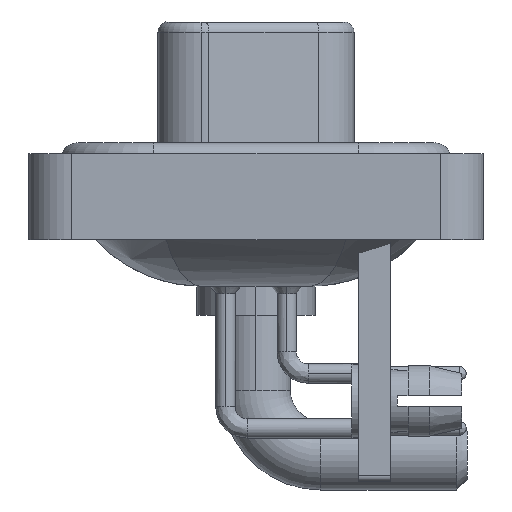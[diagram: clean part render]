
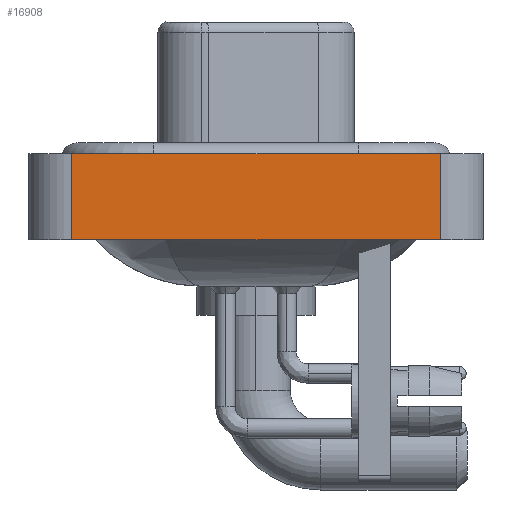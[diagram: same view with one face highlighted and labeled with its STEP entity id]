
A CAD part, left-side view. The second image highlights one B-rep face of the part: STEP entity #16908.
In plain terms, the highlighted planar face has unit normal (-1, 0, 0).
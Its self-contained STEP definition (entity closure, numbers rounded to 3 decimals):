
#639 = DIRECTION ( 'NONE',  ( 0., 0., 1. ) ) ;
#1601 = CARTESIAN_POINT ( 'NONE',  ( -7.3, -8.55, -3.6 ) ) ;
#2260 = CARTESIAN_POINT ( 'NONE',  ( -7.3, 8.55, -3.6 ) ) ;
#3367 = DIRECTION ( 'NONE',  ( 0., -1., 0. ) ) ;
#3626 = CARTESIAN_POINT ( 'NONE',  ( -7.3, -8.55, 0.4 ) ) ;
#3691 = EDGE_CURVE ( 'NONE', #10125, #8325, #28268, .T. ) ;
#4142 = ORIENTED_EDGE ( 'NONE', *, *, #23997, .F. ) ;
#4238 = PLANE ( 'NONE',  #21715 ) ;
#5105 = EDGE_CURVE ( 'NONE', #8325, #6246, #26202, .T. ) ;
#6246 = VERTEX_POINT ( 'NONE', #3626 ) ;
#8325 = VERTEX_POINT ( 'NONE', #17900 ) ;
#9518 = VECTOR ( 'NONE', #639, 1000. ) ;
#10125 = VERTEX_POINT ( 'NONE', #27529 ) ;
#12322 = VECTOR ( 'NONE', #3367, 1000. ) ;
#12873 = CARTESIAN_POINT ( 'NONE',  ( -7.3, -8.55, -3.6 ) ) ;
#13004 = DIRECTION ( 'NONE',  ( -1., 0., 0. ) ) ;
#13182 = LINE ( 'NONE', #2260, #9518 ) ;
#14041 = CARTESIAN_POINT ( 'NONE',  ( -7.3, 8.55, 0.4 ) ) ;
#14314 = VERTEX_POINT ( 'NONE', #14041 ) ;
#14754 = ORIENTED_EDGE ( 'NONE', *, *, #5105, .T. ) ;
#15028 = FACE_OUTER_BOUND ( 'NONE', #25260, .T. ) ;
#16908 = ADVANCED_FACE ( 'NONE', ( #15028 ), #4238, .T. ) ;
#16982 = LINE ( 'NONE', #18578, #12322 ) ;
#17900 = CARTESIAN_POINT ( 'NONE',  ( -7.3, -8.55, -3.6 ) ) ;
#18578 = CARTESIAN_POINT ( 'NONE',  ( -7.3, -8.55, 0.4 ) ) ;
#19082 = VECTOR ( 'NONE', #19099, 1000. ) ;
#19099 = DIRECTION ( 'NONE',  ( 0., -1., 0. ) ) ;
#19796 = VECTOR ( 'NONE', #24040, 1000. ) ;
#19938 = EDGE_CURVE ( 'NONE', #14314, #6246, #16982, .T. ) ;
#21715 = AXIS2_PLACEMENT_3D ( 'NONE', #12873, #13004, #21724 ) ;
#21724 = DIRECTION ( 'NONE',  ( 0., 0., 1. ) ) ;
#22180 = CARTESIAN_POINT ( 'NONE',  ( -7.3, -8.55, -3.6 ) ) ;
#23540 = ORIENTED_EDGE ( 'NONE', *, *, #19938, .F. ) ;
#23997 = EDGE_CURVE ( 'NONE', #10125, #14314, #13182, .T. ) ;
#24040 = DIRECTION ( 'NONE',  ( 0., 0., 1. ) ) ;
#25260 = EDGE_LOOP ( 'NONE', ( #14754, #23540, #4142, #26754 ) ) ;
#26202 = LINE ( 'NONE', #22180, #19796 ) ;
#26754 = ORIENTED_EDGE ( 'NONE', *, *, #3691, .T. ) ;
#27529 = CARTESIAN_POINT ( 'NONE',  ( -7.3, 8.55, -3.6 ) ) ;
#28268 = LINE ( 'NONE', #1601, #19082 ) ;
